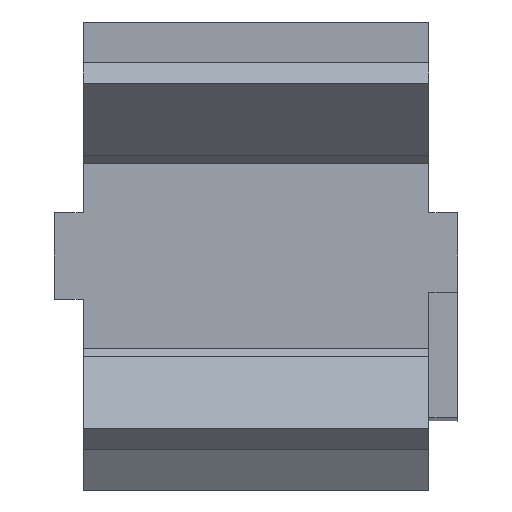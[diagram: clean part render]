
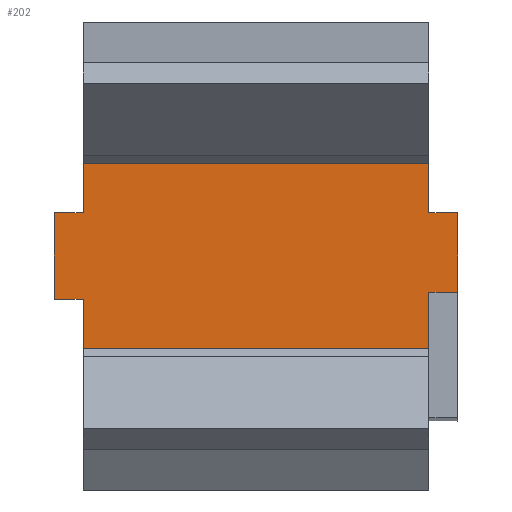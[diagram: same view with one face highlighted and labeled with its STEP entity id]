
A CAD part, front view. The second image highlights one B-rep face of the part: STEP entity #202.
In plain terms, the highlighted planar face has unit normal (0, -1, 0).
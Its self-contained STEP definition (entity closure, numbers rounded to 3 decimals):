
#202=ADVANCED_FACE('',(#530),#532,.T.);
#530=FACE_BOUND('',#531,.T.);
#531=EDGE_LOOP('',(#791,#792,#793,#794,#795,#796,#797,#798,#799,#800,#801,#802));
#532=PLANE('',#533);
#533=AXIS2_PLACEMENT_3D('',#534,#535,#536);
#534=CARTESIAN_POINT('',(0.,-0.4,-6.1));
#535=DIRECTION('',(0.,-1.,0.));
#536=DIRECTION('',(0.,0.,1.));
#791=ORIENTED_EDGE('',*,*,#933,.T.);
#792=ORIENTED_EDGE('',*,*,#971,.T.);
#793=ORIENTED_EDGE('',*,*,#972,.F.);
#794=ORIENTED_EDGE('',*,*,#973,.F.);
#795=ORIENTED_EDGE('',*,*,#974,.T.);
#796=ORIENTED_EDGE('',*,*,#975,.T.);
#797=ORIENTED_EDGE('',*,*,#976,.F.);
#798=ORIENTED_EDGE('',*,*,#977,.T.);
#799=ORIENTED_EDGE('',*,*,#978,.F.);
#800=ORIENTED_EDGE('',*,*,#979,.F.);
#801=ORIENTED_EDGE('',*,*,#958,.F.);
#802=ORIENTED_EDGE('',*,*,#960,.F.);
#933=EDGE_CURVE('',#1059,#1057,#1060,.T.);
#958=EDGE_CURVE('',#1098,#1086,#1100,.T.);
#960=EDGE_CURVE('',#1059,#1098,#1102,.T.);
#971=EDGE_CURVE('',#1057,#1118,#1120,.T.);
#972=EDGE_CURVE('',#1121,#1118,#1122,.T.);
#973=EDGE_CURVE('',#1123,#1121,#1124,.T.);
#974=EDGE_CURVE('',#1123,#1125,#1126,.T.);
#975=EDGE_CURVE('',#1125,#1127,#1128,.T.);
#976=EDGE_CURVE('',#1129,#1127,#1130,.T.);
#977=EDGE_CURVE('',#1129,#1131,#1132,.T.);
#978=EDGE_CURVE('',#1133,#1131,#1134,.T.);
#979=EDGE_CURVE('',#1086,#1133,#1135,.T.);
#1057=VERTEX_POINT('',#1279);
#1059=VERTEX_POINT('',#1283);
#1060=LINE('',#1284,#1285);
#1086=VERTEX_POINT('',#1344);
#1098=VERTEX_POINT('',#1370);
#1100=LINE('',#1374,#1375);
#1102=LINE('',#1380,#1381);
#1118=VERTEX_POINT('',#1416);
#1120=LINE('',#1420,#1421);
#1121=VERTEX_POINT('',#1423);
#1122=LINE('',#1424,#1425);
#1123=VERTEX_POINT('',#1427);
#1124=LINE('',#1428,#1429);
#1125=VERTEX_POINT('',#1431);
#1126=LINE('',#1432,#1433);
#1127=VERTEX_POINT('',#1435);
#1128=LINE('',#1436,#1437);
#1129=VERTEX_POINT('',#1439);
#1130=LINE('',#1440,#1441);
#1131=VERTEX_POINT('',#1443);
#1132=LINE('',#1444,#1445);
#1133=VERTEX_POINT('',#1447);
#1134=LINE('',#1448,#1449);
#1135=LINE('',#1451,#1452);
#1279=CARTESIAN_POINT('',(0.,-0.4,-3.85));
#1283=CARTESIAN_POINT('',(0.,-0.4,-6.1));
#1284=CARTESIAN_POINT('',(0.,-0.4,-6.1));
#1285=VECTOR('',#1286,1.);
#1286=DIRECTION('',(0.,0.,1.));
#1344=CARTESIAN_POINT('',(-4.8,-0.4,-3.85));
#1370=CARTESIAN_POINT('',(-4.8,-0.4,-6.1));
#1374=CARTESIAN_POINT('',(-4.8,-0.4,-6.1));
#1375=VECTOR('',#1376,1.);
#1376=DIRECTION('',(0.,0.,1.));
#1380=CARTESIAN_POINT('',(0.,-0.4,-6.1));
#1381=VECTOR('',#1382,1.);
#1382=DIRECTION('',(-1.,0.,0.));
#1416=CARTESIAN_POINT('',(0.4,-0.4,-3.85));
#1420=CARTESIAN_POINT('',(0.,-0.4,-3.85));
#1421=VECTOR('',#1422,1.);
#1422=DIRECTION('',(1.,0.,0.));
#1423=CARTESIAN_POINT('',(0.4,-0.4,-2.65));
#1424=CARTESIAN_POINT('',(0.4,-0.4,-2.65));
#1425=VECTOR('',#1426,1.);
#1426=DIRECTION('',(0.,0.,-1.));
#1427=CARTESIAN_POINT('',(0.,-0.4,-2.65));
#1428=CARTESIAN_POINT('',(0.,-0.4,-2.65));
#1429=VECTOR('',#1430,1.);
#1430=DIRECTION('',(1.,0.,0.));
#1431=CARTESIAN_POINT('',(0.,-0.4,-0.4));
#1432=CARTESIAN_POINT('',(0.,-0.4,-2.65));
#1433=VECTOR('',#1434,1.);
#1434=DIRECTION('',(0.,0.,1.));
#1435=CARTESIAN_POINT('',(-4.8,-0.4,-0.4));
#1436=CARTESIAN_POINT('',(0.,-0.4,-0.4));
#1437=VECTOR('',#1438,1.);
#1438=DIRECTION('',(-1.,0.,0.));
#1439=CARTESIAN_POINT('',(-4.8,-0.4,-2.65));
#1440=CARTESIAN_POINT('',(-4.8,-0.4,-2.65));
#1441=VECTOR('',#1442,1.);
#1442=DIRECTION('',(0.,0.,1.));
#1443=CARTESIAN_POINT('',(-5.2,-0.4,-2.65));
#1444=CARTESIAN_POINT('',(-4.8,-0.4,-2.65));
#1445=VECTOR('',#1446,1.);
#1446=DIRECTION('',(-1.,0.,0.));
#1447=CARTESIAN_POINT('',(-5.2,-0.4,-3.85));
#1448=CARTESIAN_POINT('',(-5.2,-0.4,-3.85));
#1449=VECTOR('',#1450,1.);
#1450=DIRECTION('',(0.,0.,1.));
#1451=CARTESIAN_POINT('',(-4.8,-0.4,-3.85));
#1452=VECTOR('',#1453,1.);
#1453=DIRECTION('',(-1.,0.,0.));
